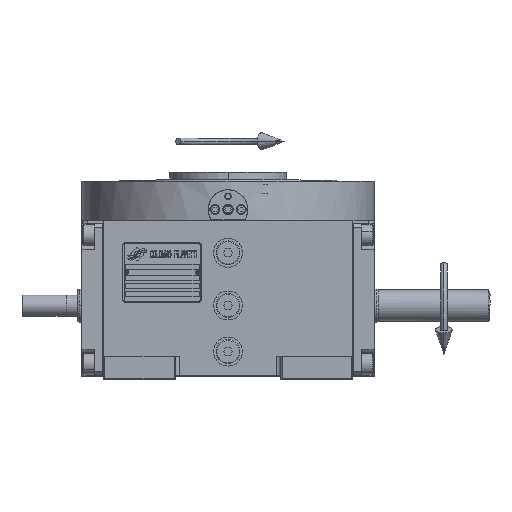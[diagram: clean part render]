
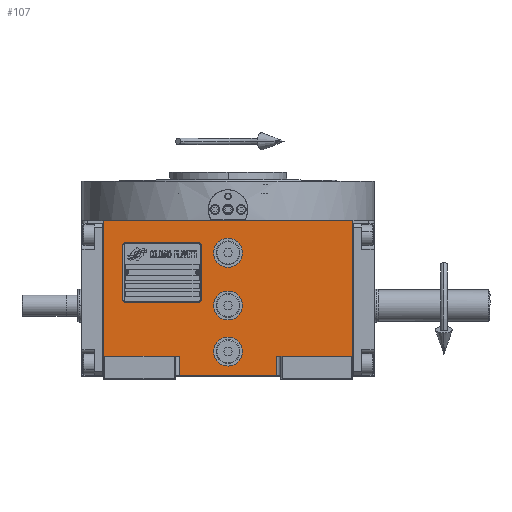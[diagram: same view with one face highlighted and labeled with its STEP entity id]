
A CAD part, top view. The second image highlights one B-rep face of the part: STEP entity #107.
In plain terms, the highlighted planar face has unit normal (0, 0, 1).
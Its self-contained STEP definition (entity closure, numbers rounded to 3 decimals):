
#107 = ADVANCED_FACE ( 'NONE', ( #48887, #32160, #59352, #16145 ), #10893, .T. ) ;
#253 = DIRECTION ( 'NONE',  ( -1., 0., 0. ) ) ;
#403 = CARTESIAN_POINT ( 'NONE',  ( -94.5, -53.5, 163.5 ) ) ;
#2576 = VECTOR ( 'NONE', #52699, 1000. ) ;
#2916 = CARTESIAN_POINT ( 'NONE',  ( 94.5, -38.5, 163.5 ) ) ;
#3392 = AXIS2_PLACEMENT_3D ( 'NONE', #47226, #31184, #42332 ) ;
#6503 = EDGE_CURVE ( 'NONE', #41731, #46477, #45321, .T. ) ;
#7849 = ORIENTED_EDGE ( 'NONE', *, *, #12910, .F. ) ;
#8458 = EDGE_CURVE ( 'NONE', #67483, #12947, #21414, .T. ) ;
#9261 = CARTESIAN_POINT ( 'NONE',  ( -37., -38.5, 163.5 ) ) ;
#9488 = CARTESIAN_POINT ( 'NONE',  ( 37., -38.5, 163.5 ) ) ;
#9801 = EDGE_CURVE ( 'NONE', #39850, #10337, #54507, .T. ) ;
#10337 = VERTEX_POINT ( 'NONE', #68036 ) ;
#10491 = LINE ( 'NONE', #38005, #2576 ) ;
#10718 = DIRECTION ( 'NONE',  ( 1., 0., 0. ) ) ;
#10893 = PLANE ( 'NONE',  #34837 ) ;
#11171 = DIRECTION ( 'NONE',  ( 1., 0., 0. ) ) ;
#11956 = CIRCLE ( 'NONE', #30909, 11. ) ;
#12910 = EDGE_CURVE ( 'NONE', #45545, #53792, #11956, .T. ) ;
#12947 = VERTEX_POINT ( 'NONE', #13325 ) ;
#13165 = CARTESIAN_POINT ( 'NONE',  ( -11., 40., 163.5 ) ) ;
#13325 = CARTESIAN_POINT ( 'NONE',  ( -94.5, 64.5, 163.5 ) ) ;
#14439 = CARTESIAN_POINT ( 'NONE',  ( -11., -35., 163.5 ) ) ;
#15140 = CIRCLE ( 'NONE', #49633, 11. ) ;
#16145 = FACE_OUTER_BOUND ( 'NONE', #67845, .T. ) ;
#16200 = CARTESIAN_POINT ( 'NONE',  ( -94.5, -38.5, 163.5 ) ) ;
#16592 = EDGE_CURVE ( 'NONE', #53792, #45545, #53543, .T. ) ;
#16654 = CARTESIAN_POINT ( 'NONE',  ( -37., -53.5, 163.5 ) ) ;
#17122 = LINE ( 'NONE', #60706, #41434 ) ;
#18074 = EDGE_CURVE ( 'NONE', #52427, #40000, #17122, .T. ) ;
#19273 = VECTOR ( 'NONE', #47121, 1000. ) ;
#20575 = ORIENTED_EDGE ( 'NONE', *, *, #34614, .T. ) ;
#21414 = LINE ( 'NONE', #16200, #33324 ) ;
#22304 = DIRECTION ( 'NONE',  ( 0., 0., 1. ) ) ;
#23596 = CARTESIAN_POINT ( 'NONE',  ( 11., 40., 163.5 ) ) ;
#23895 = CARTESIAN_POINT ( 'NONE',  ( 94.5, 64.5, 163.5 ) ) ;
#24094 = DIRECTION ( 'NONE',  ( 0., 0., 1. ) ) ;
#27482 = AXIS2_PLACEMENT_3D ( 'NONE', #58533, #36204, #253 ) ;
#27522 = VERTEX_POINT ( 'NONE', #9261 ) ;
#28168 = CARTESIAN_POINT ( 'NONE',  ( 37., -53.5, 163.5 ) ) ;
#28225 = CARTESIAN_POINT ( 'NONE',  ( 0., 0., 163.5 ) ) ;
#29055 = CARTESIAN_POINT ( 'NONE',  ( 37., -38.5, 163.5 ) ) ;
#29398 = LINE ( 'NONE', #29055, #57350 ) ;
#29715 = ORIENTED_EDGE ( 'NONE', *, *, #33018, .F. ) ;
#30909 = AXIS2_PLACEMENT_3D ( 'NONE', #39495, #39154, #60791 ) ;
#31184 = DIRECTION ( 'NONE',  ( 0., 0., 1. ) ) ;
#32160 = FACE_BOUND ( 'NONE', #58920, .T. ) ;
#32872 = ORIENTED_EDGE ( 'NONE', *, *, #34593, .T. ) ;
#33018 = EDGE_CURVE ( 'NONE', #64515, #27522, #51430, .T. ) ;
#33324 = VECTOR ( 'NONE', #37446, 1000. ) ;
#34061 = ORIENTED_EDGE ( 'NONE', *, *, #61073, .F. ) ;
#34378 = AXIS2_PLACEMENT_3D ( 'NONE', #50613, #24094, #10718 ) ;
#34593 = EDGE_CURVE ( 'NONE', #64515, #67284, #34612, .T. ) ;
#34612 = LINE ( 'NONE', #66047, #47346 ) ;
#34614 = EDGE_CURVE ( 'NONE', #40643, #52427, #29398, .T. ) ;
#34837 = AXIS2_PLACEMENT_3D ( 'NONE', #403, #42292, #63920 ) ;
#36204 = DIRECTION ( 'NONE',  ( 0., 0., 1. ) ) ;
#37446 = DIRECTION ( 'NONE',  ( 0., 1., 0. ) ) ;
#37799 = AXIS2_PLACEMENT_3D ( 'NONE', #51024, #45797, #68118 ) ;
#38005 = CARTESIAN_POINT ( 'NONE',  ( -94.5, 64.5, 163.5 ) ) ;
#39154 = DIRECTION ( 'NONE',  ( 0., 0., 1. ) ) ;
#39369 = DIRECTION ( 'NONE',  ( 1., 0., 0. ) ) ;
#39495 = CARTESIAN_POINT ( 'NONE',  ( 0., -35., 163.5 ) ) ;
#39850 = VERTEX_POINT ( 'NONE', #50216 ) ;
#40000 = VERTEX_POINT ( 'NONE', #23895 ) ;
#40207 = DIRECTION ( 'NONE',  ( 1., 0., 0. ) ) ;
#40643 = VERTEX_POINT ( 'NONE', #9488 ) ;
#41219 = VECTOR ( 'NONE', #42680, 1000. ) ;
#41434 = VECTOR ( 'NONE', #48851, 1000. ) ;
#41731 = VERTEX_POINT ( 'NONE', #13165 ) ;
#42292 = DIRECTION ( 'NONE',  ( 0., 0., 1. ) ) ;
#42332 = DIRECTION ( 'NONE',  ( -1., 0., 0. ) ) ;
#42680 = DIRECTION ( 'NONE',  ( 0., 1., 0. ) ) ;
#42914 = LINE ( 'NONE', #58962, #50536 ) ;
#45321 = CIRCLE ( 'NONE', #27482, 11. ) ;
#45545 = VERTEX_POINT ( 'NONE', #61875 ) ;
#45797 = DIRECTION ( 'NONE',  ( 0., 0., 1. ) ) ;
#46202 = CARTESIAN_POINT ( 'NONE',  ( -37., -53.5, 163.5 ) ) ;
#46477 = VERTEX_POINT ( 'NONE', #23596 ) ;
#47121 = DIRECTION ( 'NONE',  ( 0., -1., 0. ) ) ;
#47142 = EDGE_CURVE ( 'NONE', #40643, #67284, #57581, .T. ) ;
#47226 = CARTESIAN_POINT ( 'NONE',  ( 0., -35., 163.5 ) ) ;
#47343 = EDGE_CURVE ( 'NONE', #12947, #40000, #10491, .T. ) ;
#47346 = VECTOR ( 'NONE', #60450, 1000. ) ;
#47538 = ORIENTED_EDGE ( 'NONE', *, *, #47343, .F. ) ;
#47640 = EDGE_LOOP ( 'NONE', ( #65842, #58660 ) ) ;
#48851 = DIRECTION ( 'NONE',  ( 0., 1., 0. ) ) ;
#48887 = FACE_BOUND ( 'NONE', #47640, .T. ) ;
#49633 = AXIS2_PLACEMENT_3D ( 'NONE', #28225, #22304, #39369 ) ;
#49644 = ORIENTED_EDGE ( 'NONE', *, *, #6503, .F. ) ;
#50216 = CARTESIAN_POINT ( 'NONE',  ( -11., 0., 163.5 ) ) ;
#50536 = VECTOR ( 'NONE', #11171, 1000. ) ;
#50613 = CARTESIAN_POINT ( 'NONE',  ( 0., 40., 163.5 ) ) ;
#51024 = CARTESIAN_POINT ( 'NONE',  ( 0., 0., 163.5 ) ) ;
#51201 = ORIENTED_EDGE ( 'NONE', *, *, #16592, .F. ) ;
#51430 = LINE ( 'NONE', #46202, #41219 ) ;
#51608 = EDGE_CURVE ( 'NONE', #10337, #39850, #15140, .T. ) ;
#52427 = VERTEX_POINT ( 'NONE', #2916 ) ;
#52699 = DIRECTION ( 'NONE',  ( 1., 0., 0. ) ) ;
#53197 = EDGE_CURVE ( 'NONE', #67483, #27522, #42914, .T. ) ;
#53543 = CIRCLE ( 'NONE', #3392, 11. ) ;
#53792 = VERTEX_POINT ( 'NONE', #14439 ) ;
#53916 = CARTESIAN_POINT ( 'NONE',  ( -94.5, -38.5, 163.5 ) ) ;
#54412 = ORIENTED_EDGE ( 'NONE', *, *, #53197, .T. ) ;
#54454 = ORIENTED_EDGE ( 'NONE', *, *, #8458, .F. ) ;
#54507 = CIRCLE ( 'NONE', #37799, 11. ) ;
#57252 = ORIENTED_EDGE ( 'NONE', *, *, #47142, .F. ) ;
#57350 = VECTOR ( 'NONE', #40207, 1000. ) ;
#57581 = LINE ( 'NONE', #67039, #19273 ) ;
#58533 = CARTESIAN_POINT ( 'NONE',  ( 0., 40., 163.5 ) ) ;
#58660 = ORIENTED_EDGE ( 'NONE', *, *, #9801, .F. ) ;
#58920 = EDGE_LOOP ( 'NONE', ( #7849, #51201 ) ) ;
#58962 = CARTESIAN_POINT ( 'NONE',  ( -94.5, -38.5, 163.5 ) ) ;
#59352 = FACE_BOUND ( 'NONE', #59877, .T. ) ;
#59877 = EDGE_LOOP ( 'NONE', ( #34061, #49644 ) ) ;
#60450 = DIRECTION ( 'NONE',  ( 1., 0., 0. ) ) ;
#60706 = CARTESIAN_POINT ( 'NONE',  ( 94.5, -38.5, 163.5 ) ) ;
#60791 = DIRECTION ( 'NONE',  ( 1., 0., 0. ) ) ;
#61073 = EDGE_CURVE ( 'NONE', #46477, #41731, #63388, .T. ) ;
#61267 = ORIENTED_EDGE ( 'NONE', *, *, #18074, .T. ) ;
#61875 = CARTESIAN_POINT ( 'NONE',  ( 11., -35., 163.5 ) ) ;
#63388 = CIRCLE ( 'NONE', #34378, 11. ) ;
#63920 = DIRECTION ( 'NONE',  ( 1., 0., 0. ) ) ;
#64515 = VERTEX_POINT ( 'NONE', #16654 ) ;
#65842 = ORIENTED_EDGE ( 'NONE', *, *, #51608, .F. ) ;
#66047 = CARTESIAN_POINT ( 'NONE',  ( -37., -53.5, 163.5 ) ) ;
#67039 = CARTESIAN_POINT ( 'NONE',  ( 37., -38.5, 163.5 ) ) ;
#67284 = VERTEX_POINT ( 'NONE', #28168 ) ;
#67483 = VERTEX_POINT ( 'NONE', #53916 ) ;
#67845 = EDGE_LOOP ( 'NONE', ( #32872, #57252, #20575, #61267, #47538, #54454, #54412, #29715 ) ) ;
#68036 = CARTESIAN_POINT ( 'NONE',  ( 11., 0., 163.5 ) ) ;
#68118 = DIRECTION ( 'NONE',  ( -1., 0., 0. ) ) ;
